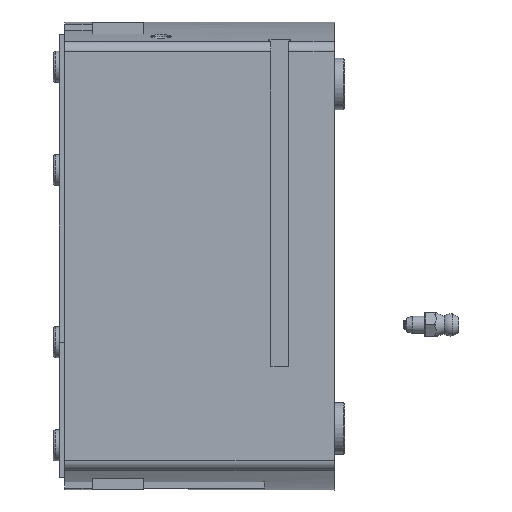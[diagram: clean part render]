
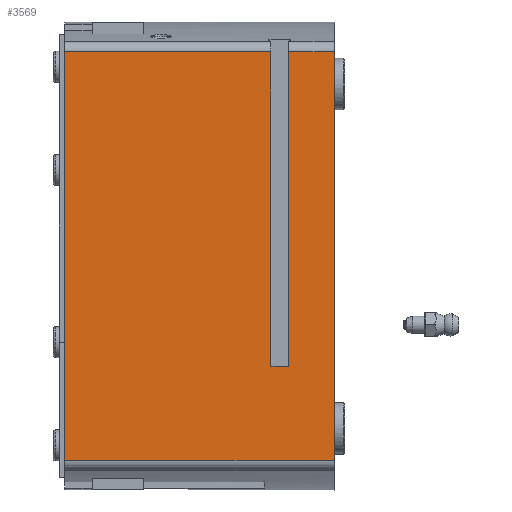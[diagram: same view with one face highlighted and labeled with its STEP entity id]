
A CAD part, left-side view. The second image highlights one B-rep face of the part: STEP entity #3569.
In plain terms, the highlighted planar face has unit normal (-1, 0, 0).
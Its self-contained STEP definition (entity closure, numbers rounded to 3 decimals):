
#762=ORIENTED_EDGE('',*,*,#1653,.F.);
#763=ORIENTED_EDGE('',*,*,#1661,.T.);
#764=ORIENTED_EDGE('',*,*,#1662,.F.);
#765=ORIENTED_EDGE('',*,*,#1663,.T.);
#766=ORIENTED_EDGE('',*,*,#1664,.F.);
#767=ORIENTED_EDGE('',*,*,#1659,.F.);
#768=ORIENTED_EDGE('',*,*,#1665,.T.);
#769=ORIENTED_EDGE('',*,*,#1666,.T.);
#1653=EDGE_CURVE('',#2100,#2101,#2388,.T.);
#1659=EDGE_CURVE('',#2102,#2103,#2391,.T.);
#1661=EDGE_CURVE('',#2100,#2104,#2392,.T.);
#1662=EDGE_CURVE('',#2105,#2104,#2393,.T.);
#1663=EDGE_CURVE('',#2105,#2106,#2394,.T.);
#1664=EDGE_CURVE('',#2103,#2106,#2395,.T.);
#1665=EDGE_CURVE('',#2102,#2107,#2396,.T.);
#1666=EDGE_CURVE('',#2107,#2101,#2397,.T.);
#2100=VERTEX_POINT('',#6004);
#2101=VERTEX_POINT('',#6006);
#2102=VERTEX_POINT('',#6014);
#2103=VERTEX_POINT('',#6016);
#2104=VERTEX_POINT('',#6020);
#2105=VERTEX_POINT('',#6022);
#2106=VERTEX_POINT('',#6024);
#2107=VERTEX_POINT('',#6027);
#2388=LINE('',#6005,#2591);
#2391=LINE('',#6015,#2594);
#2392=LINE('',#6019,#2595);
#2393=LINE('',#6021,#2596);
#2394=LINE('',#6023,#2597);
#2395=LINE('',#6025,#2598);
#2396=LINE('',#6026,#2599);
#2397=LINE('',#6028,#2600);
#2591=VECTOR('',#4574,1000.);
#2594=VECTOR('',#4587,1000.);
#2595=VECTOR('',#4592,1000.);
#2596=VECTOR('',#4593,1000.);
#2597=VECTOR('',#4594,1000.);
#2598=VECTOR('',#4595,1000.);
#2599=VECTOR('',#4596,1000.);
#2600=VECTOR('',#4597,1000.);
#2755=EDGE_LOOP('',(#762,#763,#764,#765,#766,#767,#768,#769));
#3110=FACE_BOUND('',#2755,.T.);
#3438=PLANE('',#3947);
#3569=ADVANCED_FACE('',(#3110),#3438,.F.);
#3947=AXIS2_PLACEMENT_3D('',#6018,#4590,#4591);
#4574=DIRECTION('',(0.,-1.,0.));
#4587=DIRECTION('',(0.,0.,1.));
#4590=DIRECTION('',(1.,0.,0.));
#4591=DIRECTION('',(0.,0.,-1.));
#4592=DIRECTION('',(0.,0.,-1.));
#4593=DIRECTION('',(0.,-1.,0.));
#4594=DIRECTION('',(0.,0.,1.));
#4595=DIRECTION('',(0.,-1.,0.));
#4596=DIRECTION('',(0.,-1.,0.));
#4597=DIRECTION('',(0.,0.,1.));
#6004=CARTESIAN_POINT('',(-53.,13.2,59.296));
#6005=CARTESIAN_POINT('',(-53.,78.3,59.296));
#6006=CARTESIAN_POINT('',(-53.,0.,59.296));
#6014=CARTESIAN_POINT('',(-53.,78.3,-59.296));
#6015=CARTESIAN_POINT('',(-53.,78.3,-69.));
#6016=CARTESIAN_POINT('',(-53.,78.3,59.296));
#6018=CARTESIAN_POINT('',(-53.,78.3,-69.));
#6019=CARTESIAN_POINT('',(-53.,13.2,-69.));
#6020=CARTESIAN_POINT('',(-53.,13.2,-32.));
#6021=CARTESIAN_POINT('',(-53.,78.3,-32.));
#6022=CARTESIAN_POINT('',(-53.,18.4,-32.));
#6023=CARTESIAN_POINT('',(-53.,18.4,-69.));
#6024=CARTESIAN_POINT('',(-53.,18.4,59.296));
#6025=CARTESIAN_POINT('',(-53.,78.3,59.296));
#6026=CARTESIAN_POINT('',(-53.,78.3,-59.296));
#6027=CARTESIAN_POINT('',(-53.,0.,-59.296));
#6028=CARTESIAN_POINT('',(-53.,0.,-69.));
